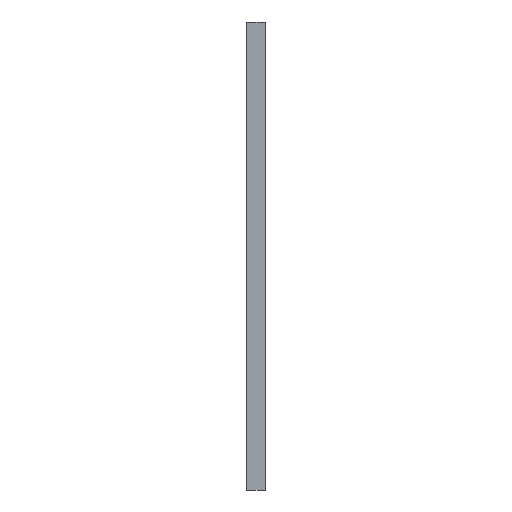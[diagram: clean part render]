
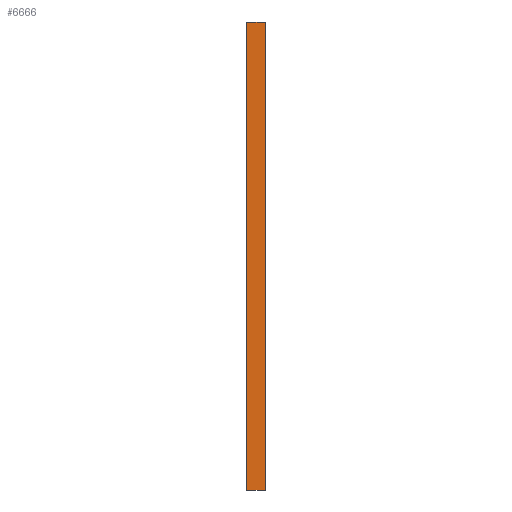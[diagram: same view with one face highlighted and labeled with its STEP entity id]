
A CAD part, left-side view. The second image highlights one B-rep face of the part: STEP entity #6666.
In plain terms, the highlighted planar face has unit normal (-1, 0, 0).
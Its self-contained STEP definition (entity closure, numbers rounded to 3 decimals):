
#322=FACE_OUTER_BOUND('',#695,.T.);
#695=EDGE_LOOP('',(#5250,#5251,#5252,#5253));
#1030=LINE('',#9036,#1956);
#1529=LINE('',#10017,#2455);
#1531=LINE('',#10021,#2457);
#1532=LINE('',#10022,#2458);
#1956=VECTOR('',#7363,10.);
#2455=VECTOR('',#8116,10.);
#2457=VECTOR('',#8120,10.);
#2458=VECTOR('',#8121,10.);
#2876=VERTEX_POINT('',#9032);
#2878=VERTEX_POINT('',#9035);
#3232=VERTEX_POINT('',#10014);
#3234=VERTEX_POINT('',#10020);
#3506=EDGE_CURVE('',#2878,#2876,#1030,.T.);
#4009=EDGE_CURVE('',#2876,#3232,#1529,.T.);
#4011=EDGE_CURVE('',#3234,#3232,#1531,.T.);
#4012=EDGE_CURVE('',#2878,#3234,#1532,.T.);
#5250=ORIENTED_EDGE('',*,*,#3506,.T.);
#5251=ORIENTED_EDGE('',*,*,#4009,.T.);
#5252=ORIENTED_EDGE('',*,*,#4011,.F.);
#5253=ORIENTED_EDGE('',*,*,#4012,.F.);
#6358=PLANE('',#7009);
#6666=ADVANCED_FACE('',(#322),#6358,.T.);
#7009=AXIS2_PLACEMENT_3D('',#10019,#8118,#8119);
#7363=DIRECTION('',(0.,0.,1.));
#8116=DIRECTION('',(0.,1.,0.));
#8118=DIRECTION('center_axis',(-1.,0.,0.));
#8119=DIRECTION('ref_axis',(0.,0.,1.));
#8120=DIRECTION('',(0.,0.,1.));
#8121=DIRECTION('',(0.,1.,0.));
#9032=CARTESIAN_POINT('',(-40.007,0.,46.638));
#9035=CARTESIAN_POINT('',(-40.007,0.,-28.425));
#9036=CARTESIAN_POINT('',(-40.007,0.,-28.425));
#10014=CARTESIAN_POINT('',(-40.007,3.,46.638));
#10017=CARTESIAN_POINT('',(-40.007,0.,46.638));
#10019=CARTESIAN_POINT('Origin',(-40.007,0.,-28.425));
#10020=CARTESIAN_POINT('',(-40.007,3.,-28.425));
#10021=CARTESIAN_POINT('',(-40.007,3.,-28.425));
#10022=CARTESIAN_POINT('',(-40.007,0.,-28.425));
